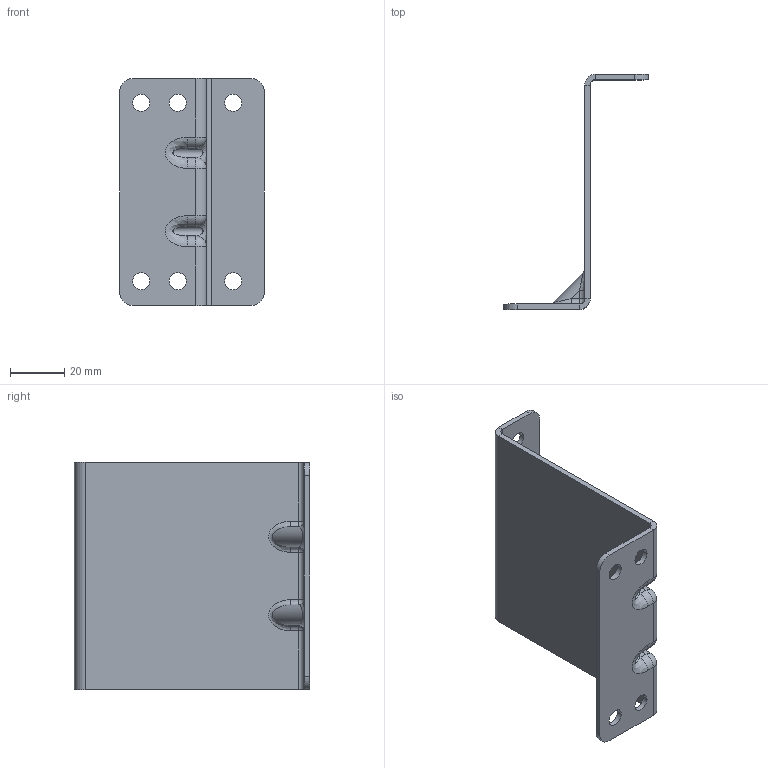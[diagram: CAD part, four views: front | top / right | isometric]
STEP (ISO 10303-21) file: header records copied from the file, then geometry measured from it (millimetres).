
FILE_DESCRIPTION((''),'2;1');
FILE_NAME('239601_SM01_ASM','2024-06-11T10:56:38',('banengservice'),('BANNER ENGINEERING'),'CREO PARAMETRIC BY PTC INC, 2022414','CREO PARAMETRIC BY PTC INC, 2022414','');
FILE_SCHEMA(('CONFIG_CONTROL_DESIGN'));
Length unit declared in the file: millimetre
Products named in the file (2): 239601_EP01; 239601_SM01_ASM
Assembly tree (1 placements, depth 2):
  239601_SM01_ASM
    239601_EP01
Bounding box: 53.5 x 87 x 84 mm (x, y, z)
Surface area: 23690.7 mm2 (no closed solid volume)
Topology: 0 solids, 1 shells, 86 faces, 196 edges, 112 vertices
Faces by surface type: cylinder 44, plane 26, bspline 8, sphere 8
Entity records: 3619 total; most frequent: CARTESIAN_POINT 1617, DIRECTION 422, ORIENTED_EDGE 392, EDGE_CURVE 196, AXIS2_PLACEMENT_3D 161, VERTEX_POINT 112, VECTOR 100, LINE 100
